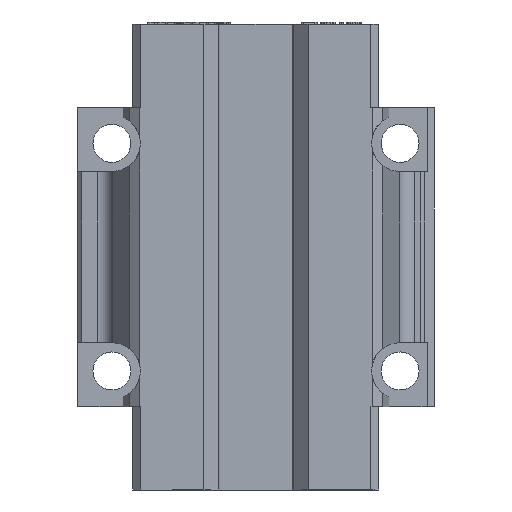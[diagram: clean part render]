
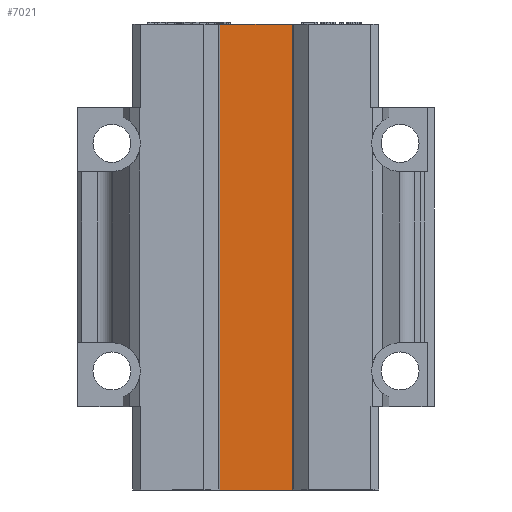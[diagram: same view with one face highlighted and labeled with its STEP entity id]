
A CAD part, front view. The second image highlights one B-rep face of the part: STEP entity #7021.
In plain terms, the highlighted planar face has unit normal (0, -1, 0).
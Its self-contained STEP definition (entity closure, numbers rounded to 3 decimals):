
#6968 = EDGE_CURVE ( 'NONE', #7864, #8084, #7381, .T. ) ;
#7021 = ADVANCED_FACE ( 'NONE', ( #7395 ), #7394, .T. ) ;
#7053 = ORIENTED_EDGE ( 'NONE', *, *, #6968, .T. ) ;
#7055 = ORIENTED_EDGE ( 'NONE', *, *, #8144, .T. ) ;
#7057 = EDGE_LOOP ( 'NONE', ( #7055, #7053, #7066, #7337 ) ) ;
#7066 = ORIENTED_EDGE ( 'NONE', *, *, #8083, .T. ) ;
#7337 = ORIENTED_EDGE ( 'NONE', *, *, #8096, .T. ) ;
#7381 = LINE ( 'NONE', #7398, #7397 ) ;
#7390 = DIRECTION ( 'NONE',  ( 1., 0., 0. ) ) ;
#7391 = DIRECTION ( 'NONE',  ( 0., -1., 0. ) ) ;
#7392 = CARTESIAN_POINT ( 'NONE',  ( -5.049, 0., -19.7 ) ) ;
#7393 = AXIS2_PLACEMENT_3D ( 'NONE', #7392, #7391, #7390 ) ;
#7394 = PLANE ( 'NONE',  #7393 ) ;
#7395 = FACE_OUTER_BOUND ( 'NONE', #7057, .T. ) ;
#7396 = DIRECTION ( 'NONE',  ( 0., 0., 1. ) ) ;
#7397 = VECTOR ( 'NONE', #7396, 1000. ) ;
#7398 = CARTESIAN_POINT ( 'NONE',  ( 5.049, 0., -19.7 ) ) ;
#7674 = CARTESIAN_POINT ( 'NONE',  ( 5.049, 0., -30.7 ) ) ;
#7864 = VERTEX_POINT ( 'NONE', #7674 ) ;
#8067 = VERTEX_POINT ( 'NONE', #8598 ) ;
#8083 = EDGE_CURVE ( 'NONE', #8084, #8067, #8592, .T. ) ;
#8084 = VERTEX_POINT ( 'NONE', #8588 ) ;
#8096 = EDGE_CURVE ( 'NONE', #8067, #8107, #8582, .T. ) ;
#8107 = VERTEX_POINT ( 'NONE', #8631 ) ;
#8144 = EDGE_CURVE ( 'NONE', #8107, #7864, #8677, .T. ) ;
#8582 = LINE ( 'NONE', #8642, #8641 ) ;
#8588 = CARTESIAN_POINT ( 'NONE',  ( 5.049, 0., 30.7 ) ) ;
#8589 = DIRECTION ( 'NONE',  ( -1., 0., 0. ) ) ;
#8590 = VECTOR ( 'NONE', #8589, 1000. ) ;
#8591 = CARTESIAN_POINT ( 'NONE',  ( -5.049, 0., 30.7 ) ) ;
#8592 = LINE ( 'NONE', #8591, #8590 ) ;
#8598 = CARTESIAN_POINT ( 'NONE',  ( -5.049, 0., 30.7 ) ) ;
#8631 = CARTESIAN_POINT ( 'NONE',  ( -5.049, 0., -30.7 ) ) ;
#8640 = DIRECTION ( 'NONE',  ( 0., 0., -1. ) ) ;
#8641 = VECTOR ( 'NONE', #8640, 1000. ) ;
#8642 = CARTESIAN_POINT ( 'NONE',  ( -5.049, 0., -19.7 ) ) ;
#8668 = DIRECTION ( 'NONE',  ( 1., 0., 0. ) ) ;
#8669 = VECTOR ( 'NONE', #8668, 1000. ) ;
#8676 = CARTESIAN_POINT ( 'NONE',  ( -5.049, 0., -30.7 ) ) ;
#8677 = LINE ( 'NONE', #8676, #8669 ) ;
